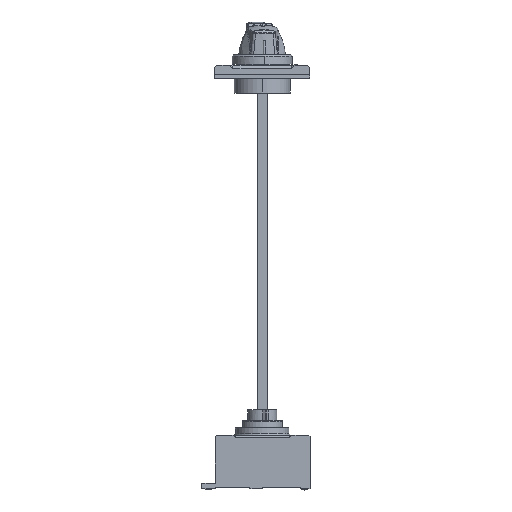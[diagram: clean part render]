
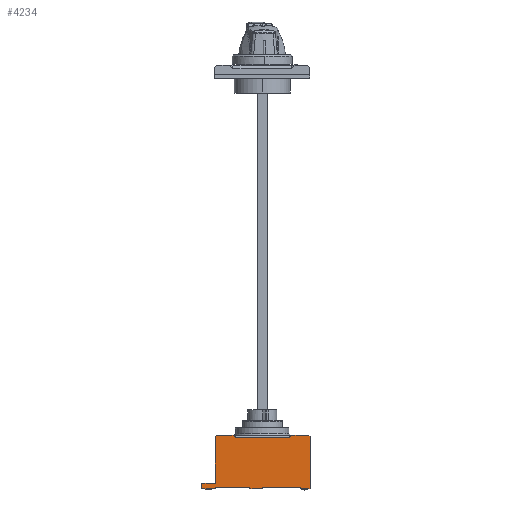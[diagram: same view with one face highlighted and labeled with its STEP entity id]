
A CAD part, top view. The second image highlights one B-rep face of the part: STEP entity #4234.
In plain terms, the highlighted planar face has unit normal (0, 0, 1).
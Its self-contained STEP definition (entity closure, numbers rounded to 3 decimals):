
#2819=PLANE('',#63893);
#4234=ADVANCED_FACE('',(#7196),#2819,.T.);
#7196=FACE_OUTER_BOUND('',#9460,.T.);
#9460=EDGE_LOOP('',(#29429,#29430,#29431,#29432,#29433,#29434,#29435,#29436,
#29437,#29438,#29439,#29440,#29441,#29442,#29443,#29444,#29445,#29446,#29447,
#29448));
#11599=CIRCLE('',#63190,2.);
#11845=CIRCLE('',#63755,2.);
#14006=LINE('',#84006,#20170);
#14009=LINE('',#84012,#20173);
#14011=LINE('',#84016,#20175);
#14420=LINE('',#85839,#20589);
#14510=LINE('',#86232,#20682);
#14583=LINE('',#86772,#20757);
#14771=LINE('',#87415,#20945);
#14772=LINE('',#87416,#20946);
#14774=LINE('',#87421,#20948);
#14776=LINE('',#87424,#20950);
#14786=LINE('',#87451,#20960);
#14790=LINE('',#87461,#20964);
#14846=LINE('',#87574,#21020);
#15026=LINE('',#88133,#21200);
#15040=LINE('',#88158,#21214);
#15182=LINE('',#88711,#21358);
#15183=LINE('',#88713,#21359);
#15184=LINE('',#88715,#21360);
#20170=VECTOR('',#68573,1.);
#20173=VECTOR('',#68578,1.);
#20175=VECTOR('',#68582,1.);
#20589=VECTOR('',#69530,1.);
#20682=VECTOR('',#69745,1.);
#20757=VECTOR('',#69924,1.);
#20945=VECTOR('',#70142,1.);
#20946=VECTOR('',#70143,1.);
#20948=VECTOR('',#70147,1.);
#20950=VECTOR('',#70151,1.);
#20960=VECTOR('',#70171,1.);
#20964=VECTOR('',#70179,1.);
#21020=VECTOR('',#70257,1.);
#21200=VECTOR('',#70517,1.);
#21214=VECTOR('',#70539,1.);
#21358=VECTOR('',#70835,1.);
#21359=VECTOR('',#70838,1.);
#21360=VECTOR('',#70839,1.);
#29429=ORIENTED_EDGE('',*,*,#50161,.F.);
#29430=ORIENTED_EDGE('',*,*,#52005,.F.);
#29431=ORIENTED_EDGE('',*,*,#52006,.T.);
#29432=ORIENTED_EDGE('',*,*,#51278,.F.);
#29433=ORIENTED_EDGE('',*,*,#51149,.T.);
#29434=ORIENTED_EDGE('',*,*,#51011,.F.);
#29435=ORIENTED_EDGE('',*,*,#51501,.T.);
#29436=ORIENTED_EDGE('',*,*,#50401,.F.);
#29437=ORIENTED_EDGE('',*,*,#50399,.F.);
#29438=ORIENTED_EDGE('',*,*,#50396,.F.);
#29439=ORIENTED_EDGE('',*,*,#51500,.F.);
#29440=ORIENTED_EDGE('',*,*,#51503,.F.);
#29441=ORIENTED_EDGE('',*,*,#51505,.F.);
#29442=ORIENTED_EDGE('',*,*,#51790,.F.);
#29443=ORIENTED_EDGE('',*,*,#51804,.F.);
#29444=ORIENTED_EDGE('',*,*,#51579,.F.);
#29445=ORIENTED_EDGE('',*,*,#51523,.F.);
#29446=ORIENTED_EDGE('',*,*,#51518,.F.);
#29447=ORIENTED_EDGE('',*,*,#51512,.F.);
#29448=ORIENTED_EDGE('',*,*,#52004,.F.);
#41810=VERTEX_POINT('',#83472);
#41811=VERTEX_POINT('',#83474);
#41985=VERTEX_POINT('',#84003);
#41986=VERTEX_POINT('',#84005);
#41987=VERTEX_POINT('',#84009);
#41989=VERTEX_POINT('',#84015);
#42421=VERTEX_POINT('',#85837);
#42423=VERTEX_POINT('',#85840);
#42520=VERTEX_POINT('',#86233);
#42615=VERTEX_POINT('',#86773);
#42806=VERTEX_POINT('',#87414);
#42808=VERTEX_POINT('',#87420);
#42809=VERTEX_POINT('',#87425);
#42815=VERTEX_POINT('',#87439);
#42816=VERTEX_POINT('',#87440);
#42821=VERTEX_POINT('',#87452);
#42825=VERTEX_POINT('',#87462);
#42871=VERTEX_POINT('',#87575);
#43027=VERTEX_POINT('',#88132);
#43162=VERTEX_POINT('',#88714);
#50161=EDGE_CURVE('',#41810,#41811,#11599,.T.);
#50396=EDGE_CURVE('',#41986,#41985,#14006,.T.);
#50399=EDGE_CURVE('',#41985,#41987,#14009,.T.);
#50401=EDGE_CURVE('',#41987,#41989,#14011,.T.);
#51011=EDGE_CURVE('',#42421,#42423,#14420,.T.);
#51149=EDGE_CURVE('',#42520,#42423,#14510,.T.);
#51278=EDGE_CURVE('',#42520,#42615,#14583,.T.);
#51500=EDGE_CURVE('',#42806,#41986,#14771,.T.);
#51501=EDGE_CURVE('',#42421,#41989,#14772,.T.);
#51503=EDGE_CURVE('',#42808,#42806,#14774,.T.);
#51505=EDGE_CURVE('',#42809,#42808,#14776,.T.);
#51512=EDGE_CURVE('',#42815,#42816,#11845,.T.);
#51518=EDGE_CURVE('',#42816,#42821,#14786,.T.);
#51523=EDGE_CURVE('',#42821,#42825,#14790,.T.);
#51579=EDGE_CURVE('',#42825,#42871,#14846,.T.);
#51790=EDGE_CURVE('',#43027,#42809,#15026,.T.);
#51804=EDGE_CURVE('',#42871,#43027,#15040,.T.);
#52004=EDGE_CURVE('',#41811,#42815,#15182,.T.);
#52005=EDGE_CURVE('',#43162,#41810,#15183,.T.);
#52006=EDGE_CURVE('',#43162,#42615,#15184,.T.);
#63190=AXIS2_PLACEMENT_3D('',#83473,#68101,#68102);
#63755=AXIS2_PLACEMENT_3D('',#87438,#70160,#70161);
#63893=AXIS2_PLACEMENT_3D('',#88716,#70840,#70841);
#68101=DIRECTION('',(0.,0.,1.));
#68102=DIRECTION('',(0.,1.,0.));
#68573=DIRECTION('',(0.5,-0.866,0.));
#68578=DIRECTION('',(1.,0.,0.));
#68582=DIRECTION('',(0.5,0.866,0.));
#69530=DIRECTION('',(0.707,-0.707,0.));
#69745=DIRECTION('',(0.,1.,0.));
#69924=DIRECTION('',(-1.,0.,0.));
#70142=DIRECTION('',(1.,0.,0.));
#70143=DIRECTION('',(-1.,0.,0.));
#70147=DIRECTION('',(0.707,0.707,0.));
#70151=DIRECTION('',(0.,1.,0.));
#70160=DIRECTION('',(0.,0.,1.));
#70161=DIRECTION('',(1.,0.,0.));
#70171=DIRECTION('',(-1.,0.,0.));
#70179=DIRECTION('',(0.,-1.,0.));
#70257=DIRECTION('',(-1.,0.,0.));
#70517=DIRECTION('',(1.,0.,0.));
#70539=DIRECTION('',(0.,1.,0.));
#70835=DIRECTION('',(-1.,0.,0.));
#70838=DIRECTION('',(-1.,0.,0.));
#70839=DIRECTION('',(0.,-1.,0.));
#70840=DIRECTION('',(0.,0.,1.));
#70841=DIRECTION('',(1.,0.,0.));
#83472=CARTESIAN_POINT('',(10.5,62.5,70.));
#83473=CARTESIAN_POINT('',(10.5,60.5,70.));
#83474=CARTESIAN_POINT('',(8.5,60.5,70.));
#84003=CARTESIAN_POINT('',(-28.5,130.5,70.));
#84005=CARTESIAN_POINT('',(-30.232,133.5,70.));
#84006=CARTESIAN_POINT('',(-30.232,133.5,70.));
#84009=CARTESIAN_POINT('',(45.5,130.5,70.));
#84012=CARTESIAN_POINT('',(-28.5,130.5,70.));
#84015=CARTESIAN_POINT('',(47.232,133.5,70.));
#84016=CARTESIAN_POINT('',(45.5,130.5,70.));
#85837=CARTESIAN_POINT('',(71.5,133.5,70.));
#85839=CARTESIAN_POINT('',(71.5,133.5,70.));
#85840=CARTESIAN_POINT('',(73.5,131.5,70.));
#86232=CARTESIAN_POINT('',(73.5,60.5,70.));
#86233=CARTESIAN_POINT('',(73.5,60.5,70.));
#86772=CARTESIAN_POINT('',(73.5,60.5,70.));
#86773=CARTESIAN_POINT('',(60.45,60.5,70.));
#87414=CARTESIAN_POINT('',(-54.,133.5,70.));
#87415=CARTESIAN_POINT('',(-54.,133.5,70.));
#87416=CARTESIAN_POINT('',(71.5,133.5,70.));
#87420=CARTESIAN_POINT('',(-56.,131.5,70.));
#87421=CARTESIAN_POINT('',(-56.,131.5,70.));
#87424=CARTESIAN_POINT('',(-56.,68.,70.));
#87425=CARTESIAN_POINT('',(-56.,68.,70.));
#87438=CARTESIAN_POINT('',(-10.5,60.5,70.));
#87439=CARTESIAN_POINT('',(-8.5,60.5,70.));
#87440=CARTESIAN_POINT('',(-10.5,62.5,70.));
#87451=CARTESIAN_POINT('',(-10.5,62.5,70.));
#87452=CARTESIAN_POINT('',(-56.,62.5,70.));
#87461=CARTESIAN_POINT('',(-56.,62.5,70.));
#87462=CARTESIAN_POINT('',(-56.,60.5,70.));
#87574=CARTESIAN_POINT('',(-56.,60.5,70.));
#87575=CARTESIAN_POINT('',(-74.,60.5,70.));
#88132=CARTESIAN_POINT('',(-74.,68.,70.));
#88133=CARTESIAN_POINT('',(-74.,68.,70.));
#88158=CARTESIAN_POINT('',(-74.,60.5,70.));
#88711=CARTESIAN_POINT('',(8.5,60.5,70.));
#88713=CARTESIAN_POINT('',(60.45,62.5,70.));
#88714=CARTESIAN_POINT('',(60.45,62.5,70.));
#88715=CARTESIAN_POINT('',(60.45,62.5,70.));
#88716=CARTESIAN_POINT('',(0.,0.,70.));
